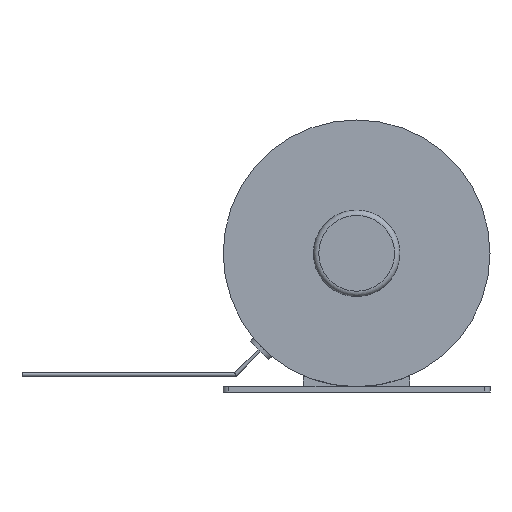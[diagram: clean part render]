
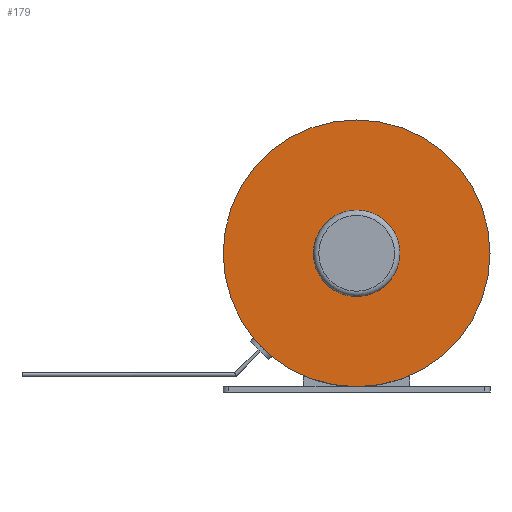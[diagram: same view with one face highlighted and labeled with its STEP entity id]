
A CAD part, front view. The second image highlights one B-rep face of the part: STEP entity #179.
In plain terms, the highlighted planar face has unit normal (0, -1, 0).
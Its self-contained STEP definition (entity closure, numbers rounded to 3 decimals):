
#179 = ADVANCED_FACE( '', ( #405, #406 ), #407, .F. );
#405 = FACE_BOUND( '', #676, .T. );
#406 = FACE_OUTER_BOUND( '', #677, .T. );
#407 = PLANE( '', #678 );
#676 = EDGE_LOOP( '', ( #1139 ) );
#677 = EDGE_LOOP( '', ( #1140 ) );
#678 = AXIS2_PLACEMENT_3D( '', #1141, #1142, #1143 );
#1139 = ORIENTED_EDGE( '', *, *, #1587, .T. );
#1140 = ORIENTED_EDGE( '', *, *, #1570, .F. );
#1141 = CARTESIAN_POINT( '', ( 0., 0., 0. ) );
#1142 = DIRECTION( '', ( 0., 1., 0. ) );
#1143 = DIRECTION( '', ( 0., 0., 1. ) );
#1570 = EDGE_CURVE( '', #1903, #1903, #1904, .T. );
#1587 = EDGE_CURVE( '', #1926, #1926, #1927, .T. );
#1903 = VERTEX_POINT( '', #2415 );
#1904 = CIRCLE( '', #2416, 50. );
#1926 = VERTEX_POINT( '', #2441 );
#1927 = CIRCLE( '', #2442, 16.2 );
#2415 = CARTESIAN_POINT( '', ( 50., 0., 0. ) );
#2416 = AXIS2_PLACEMENT_3D( '', #2714, #2715, #2716 );
#2441 = CARTESIAN_POINT( '', ( 16.2, 0., 0. ) );
#2442 = AXIS2_PLACEMENT_3D( '', #2735, #2736, #2737 );
#2714 = CARTESIAN_POINT( '', ( 0., 0., 0. ) );
#2715 = DIRECTION( '', ( 0., 1., 0. ) );
#2716 = DIRECTION( '', ( 1., 0., 0. ) );
#2735 = CARTESIAN_POINT( '', ( 0., 0., 0. ) );
#2736 = DIRECTION( '', ( 0., 1., 0. ) );
#2737 = DIRECTION( '', ( 1., 0., 0. ) );
